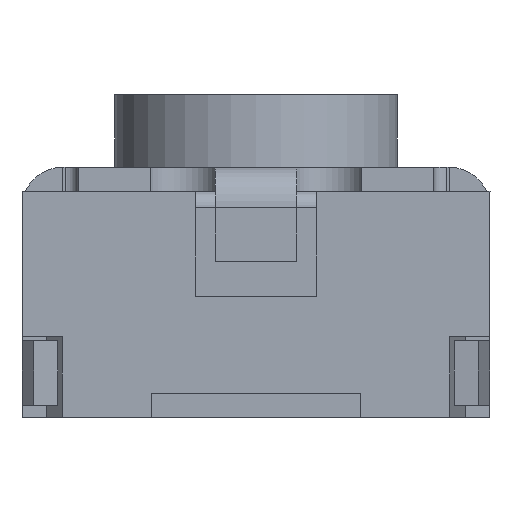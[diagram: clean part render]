
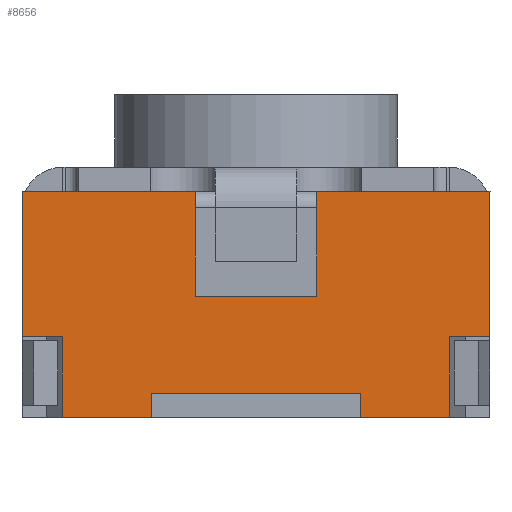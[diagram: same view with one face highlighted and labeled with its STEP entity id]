
A CAD part, left-side view. The second image highlights one B-rep face of the part: STEP entity #8656.
In plain terms, the highlighted planar face has unit normal (-1, 0, 0).
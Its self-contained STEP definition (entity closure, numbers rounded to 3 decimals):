
#8119 = VERTEX_POINT('',#8120);
#8120 = CARTESIAN_POINT('',(-1.95,1.45,1.4
    ));
#8126 = EDGE_CURVE('',#8119,#8127,#8129,.T.);
#8127 = VERTEX_POINT('',#8128);
#8128 = CARTESIAN_POINT('',(-1.95,0.375,
    1.4));
#8129 = LINE('',#8130,#8131);
#8130 = CARTESIAN_POINT('',(-1.95,-1.45,1.4));
#8131 = VECTOR('',#8132,1.);
#8132 = DIRECTION('',(0.,-1.,0.));
#8151 = VERTEX_POINT('',#8152);
#8152 = CARTESIAN_POINT('',(-1.95,-0.375,
    1.4));
#8158 = EDGE_CURVE('',#8151,#8159,#8161,.T.);
#8159 = VERTEX_POINT('',#8160);
#8160 = CARTESIAN_POINT('',(-1.95,-1.45,1.4));
#8161 = LINE('',#8162,#8163);
#8162 = CARTESIAN_POINT('',(-1.95,-1.45,1.4));
#8163 = VECTOR('',#8164,1.);
#8164 = DIRECTION('',(0.,-1.,0.));
#8307 = VERTEX_POINT('',#8308);
#8308 = CARTESIAN_POINT('',(-1.95,1.45,0.5
    ));
#8314 = EDGE_CURVE('',#8119,#8307,#8315,.T.);
#8315 = LINE('',#8316,#8317);
#8316 = CARTESIAN_POINT('',(-1.95,1.45,1.4
    ));
#8317 = VECTOR('',#8318,1.);
#8318 = DIRECTION('',(0.,0.,-1.));
#8443 = VERTEX_POINT('',#8444);
#8444 = CARTESIAN_POINT('',(-1.95,1.2,
    0.5));
#8450 = EDGE_CURVE('',#8443,#8307,#8451,.T.);
#8451 = LINE('',#8452,#8453);
#8452 = CARTESIAN_POINT('',(-1.95,1.3,
    0.5));
#8453 = VECTOR('',#8454,1.);
#8454 = DIRECTION('',(0.,1.,0.));
#8467 = VERTEX_POINT('',#8468);
#8468 = CARTESIAN_POINT('',(-1.95,-1.45,0.5));
#8481 = EDGE_CURVE('',#8159,#8467,#8482,.T.);
#8482 = LINE('',#8483,#8484);
#8483 = CARTESIAN_POINT('',(-1.95,-1.45,1.4));
#8484 = VECTOR('',#8485,1.);
#8485 = DIRECTION('',(0.,0.,-1.));
#8575 = VERTEX_POINT('',#8576);
#8576 = CARTESIAN_POINT('',(-1.95,-1.2,
    0.));
#8582 = EDGE_CURVE('',#8583,#8575,#8585,.T.);
#8583 = VERTEX_POINT('',#8584);
#8584 = CARTESIAN_POINT('',(-1.95,-0.65,
    0.));
#8585 = LINE('',#8586,#8587);
#8586 = CARTESIAN_POINT('',(-1.95,-1.45,
    0.));
#8587 = VECTOR('',#8588,1.);
#8588 = DIRECTION('',(0.,-1.,0.));
#8607 = VERTEX_POINT('',#8608);
#8608 = CARTESIAN_POINT('',(-1.95,0.65,0.)
  );
#8614 = EDGE_CURVE('',#8615,#8607,#8617,.T.);
#8615 = VERTEX_POINT('',#8616);
#8616 = CARTESIAN_POINT('',(-1.95,1.2,
    0.));
#8617 = LINE('',#8618,#8619);
#8618 = CARTESIAN_POINT('',(-1.95,-1.45,
    0.));
#8619 = VECTOR('',#8620,1.);
#8620 = DIRECTION('',(0.,-1.,0.));
#8656 = ADVANCED_FACE('',(#8657),#8730,.F.);
#8657 = FACE_BOUND('',#8658,.T.);
#8658 = EDGE_LOOP('',(#8659,#8660,#8668,#8676,#8682,#8683,#8691,#8697,
    #8698,#8699,#8707,#8715,#8721,#8722,#8723,#8724));
#8659 = ORIENTED_EDGE('',*,*,#8614,.T.);
#8660 = ORIENTED_EDGE('',*,*,#8661,.T.);
#8661 = EDGE_CURVE('',#8607,#8662,#8664,.T.);
#8662 = VERTEX_POINT('',#8663);
#8663 = CARTESIAN_POINT('',(-1.95,0.65,0.15
    ));
#8664 = LINE('',#8665,#8666);
#8665 = CARTESIAN_POINT('',(-1.95,0.65,
    1.4));
#8666 = VECTOR('',#8667,1.);
#8667 = DIRECTION('',(0.,0.,1.));
#8668 = ORIENTED_EDGE('',*,*,#8669,.F.);
#8669 = EDGE_CURVE('',#8670,#8662,#8672,.T.);
#8670 = VERTEX_POINT('',#8671);
#8671 = CARTESIAN_POINT('',(-1.95,-0.65,0.15
    ));
#8672 = LINE('',#8673,#8674);
#8673 = CARTESIAN_POINT('',(-1.95,-1.45,0.15));
#8674 = VECTOR('',#8675,1.);
#8675 = DIRECTION('',(0.,1.,0.));
#8676 = ORIENTED_EDGE('',*,*,#8677,.T.);
#8677 = EDGE_CURVE('',#8670,#8583,#8678,.T.);
#8678 = LINE('',#8679,#8680);
#8679 = CARTESIAN_POINT('',(-1.95,-0.65,
    1.4));
#8680 = VECTOR('',#8681,1.);
#8681 = DIRECTION('',(0.,0.,-1.));
#8682 = ORIENTED_EDGE('',*,*,#8582,.T.);
#8683 = ORIENTED_EDGE('',*,*,#8684,.T.);
#8684 = EDGE_CURVE('',#8575,#8685,#8687,.T.);
#8685 = VERTEX_POINT('',#8686);
#8686 = CARTESIAN_POINT('',(-1.95,-1.2,
    0.5));
#8687 = LINE('',#8688,#8689);
#8688 = CARTESIAN_POINT('',(-1.95,-1.2,
    1.4));
#8689 = VECTOR('',#8690,1.);
#8690 = DIRECTION('',(0.,0.,1.));
#8691 = ORIENTED_EDGE('',*,*,#8692,.T.);
#8692 = EDGE_CURVE('',#8685,#8467,#8693,.T.);
#8693 = LINE('',#8694,#8695);
#8694 = CARTESIAN_POINT('',(-1.95,-1.3,
    0.5));
#8695 = VECTOR('',#8696,1.);
#8696 = DIRECTION('',(0.,-1.,0.));
#8697 = ORIENTED_EDGE('',*,*,#8481,.F.);
#8698 = ORIENTED_EDGE('',*,*,#8158,.F.);
#8699 = ORIENTED_EDGE('',*,*,#8700,.T.);
#8700 = EDGE_CURVE('',#8151,#8701,#8703,.T.);
#8701 = VERTEX_POINT('',#8702);
#8702 = CARTESIAN_POINT('',(-1.95,-0.375,
    0.75));
#8703 = LINE('',#8704,#8705);
#8704 = CARTESIAN_POINT('',(-1.95,-0.375,
    1.4));
#8705 = VECTOR('',#8706,1.);
#8706 = DIRECTION('',(0.,0.,-1.));
#8707 = ORIENTED_EDGE('',*,*,#8708,.F.);
#8708 = EDGE_CURVE('',#8709,#8701,#8711,.T.);
#8709 = VERTEX_POINT('',#8710);
#8710 = CARTESIAN_POINT('',(-1.95,0.375,
    0.75));
#8711 = LINE('',#8712,#8713);
#8712 = CARTESIAN_POINT('',(-1.95,-1.45,0.75));
#8713 = VECTOR('',#8714,1.);
#8714 = DIRECTION('',(0.,-1.,0.));
#8715 = ORIENTED_EDGE('',*,*,#8716,.T.);
#8716 = EDGE_CURVE('',#8709,#8127,#8717,.T.);
#8717 = LINE('',#8718,#8719);
#8718 = CARTESIAN_POINT('',(-1.95,0.375,
    1.4));
#8719 = VECTOR('',#8720,1.);
#8720 = DIRECTION('',(0.,0.,1.));
#8721 = ORIENTED_EDGE('',*,*,#8126,.F.);
#8722 = ORIENTED_EDGE('',*,*,#8314,.T.);
#8723 = ORIENTED_EDGE('',*,*,#8450,.F.);
#8724 = ORIENTED_EDGE('',*,*,#8725,.T.);
#8725 = EDGE_CURVE('',#8443,#8615,#8726,.T.);
#8726 = LINE('',#8727,#8728);
#8727 = CARTESIAN_POINT('',(-1.95,1.2,
    1.4));
#8728 = VECTOR('',#8729,1.);
#8729 = DIRECTION('',(0.,0.,-1.));
#8730 = PLANE('',#8731);
#8731 = AXIS2_PLACEMENT_3D('',#8732,#8733,#8734);
#8732 = CARTESIAN_POINT('',(-1.95,-1.45,1.4));
#8733 = DIRECTION('',(1.,0.,0.));
#8734 = DIRECTION('',(0.,1.,0.));
